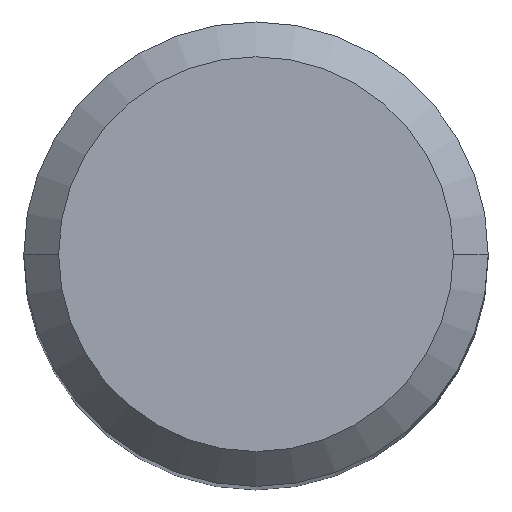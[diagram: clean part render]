
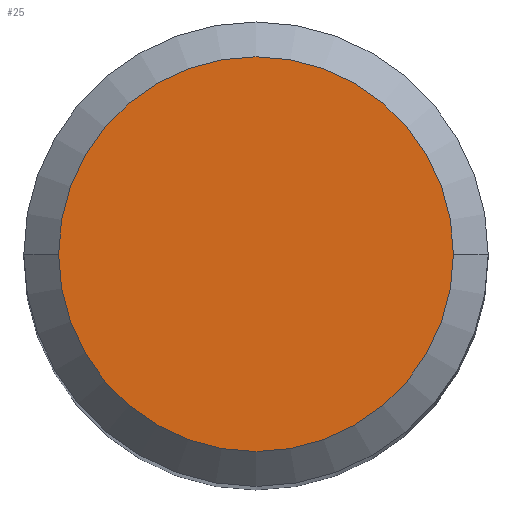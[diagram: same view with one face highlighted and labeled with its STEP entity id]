
A CAD part, top view. The second image highlights one B-rep face of the part: STEP entity #25.
In plain terms, the highlighted planar face has unit normal (0, 0, 1).
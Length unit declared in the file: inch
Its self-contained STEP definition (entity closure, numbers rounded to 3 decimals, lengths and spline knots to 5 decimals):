
#25 = ADVANCED_FACE ( 'NONE', ( #206 ), #363, .F. ) ;
#61 = VERTEX_POINT ( 'NONE', #274 ) ;
#66 = DIRECTION ( 'NONE',  ( 1., 0., 0. ) ) ;
#71 = CARTESIAN_POINT ( 'NONE',  ( 0., 0., 0. ) ) ;
#128 = CARTESIAN_POINT ( 'NONE',  ( 0., 0., 0. ) ) ;
#142 = AXIS2_PLACEMENT_3D ( 'NONE', #399, #331, #66 ) ;
#146 = ORIENTED_EDGE ( 'NONE', *, *, #295, .T. ) ;
#156 = VERTEX_POINT ( 'NONE', #163 ) ;
#157 = AXIS2_PLACEMENT_3D ( 'NONE', #128, #395, #428 ) ;
#163 = CARTESIAN_POINT ( 'NONE',  ( 0.13387, 0., 0. ) ) ;
#174 = AXIS2_PLACEMENT_3D ( 'NONE', #71, #422, #335 ) ;
#186 = EDGE_LOOP ( 'NONE', ( #307, #146 ) ) ;
#206 = FACE_OUTER_BOUND ( 'NONE', #186, .T. ) ;
#274 = CARTESIAN_POINT ( 'NONE',  ( -0.13387, 0., 0. ) ) ;
#295 = EDGE_CURVE ( 'NONE', #156, #61, #392, .T. ) ;
#307 = ORIENTED_EDGE ( 'NONE', *, *, #376, .T. ) ;
#331 = DIRECTION ( 'NONE',  ( 0., 0., 1. ) ) ;
#335 = DIRECTION ( 'NONE',  ( 1., 0., 0. ) ) ;
#363 = PLANE ( 'NONE',  #157 ) ;
#376 = EDGE_CURVE ( 'NONE', #61, #156, #404, .T. ) ;
#392 = CIRCLE ( 'NONE', #142, 0.13387 ) ;
#395 = DIRECTION ( 'NONE',  ( 0., 0., -1. ) ) ;
#399 = CARTESIAN_POINT ( 'NONE',  ( 0., 0., 0. ) ) ;
#404 = CIRCLE ( 'NONE', #174, 0.13387 ) ;
#422 = DIRECTION ( 'NONE',  ( 0., 0., 1. ) ) ;
#428 = DIRECTION ( 'NONE',  ( -1., 0., 0. ) ) ;
